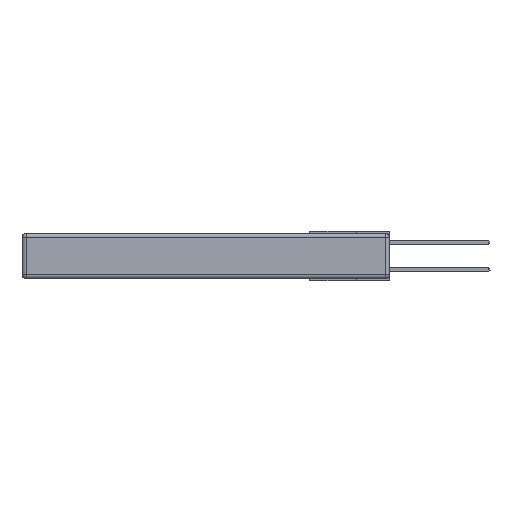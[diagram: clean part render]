
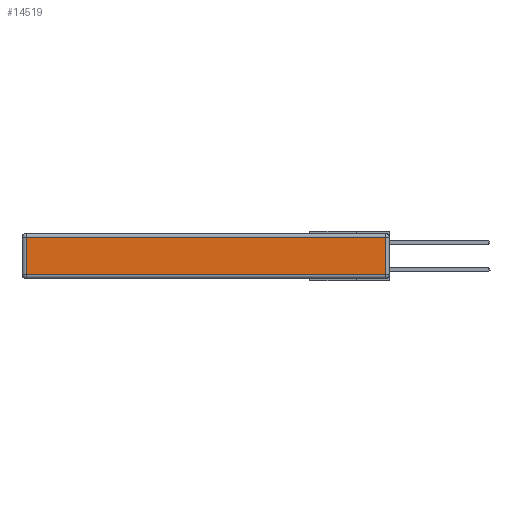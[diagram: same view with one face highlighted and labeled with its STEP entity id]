
A CAD part, left-side view. The second image highlights one B-rep face of the part: STEP entity #14519.
In plain terms, the highlighted planar face has unit normal (-1, 0, 0).
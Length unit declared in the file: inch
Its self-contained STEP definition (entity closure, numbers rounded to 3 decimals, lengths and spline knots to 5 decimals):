
#1032 = VECTOR ( 'NONE', #2744, 39.37008 ) ;
#2029 = EDGE_CURVE ( 'NONE', #24362, #29578, #19617, .T. ) ;
#2744 = DIRECTION ( 'NONE',  ( 0., -1., 0. ) ) ;
#4290 = AXIS2_PLACEMENT_3D ( 'NONE', #29677, #12073, #16969 ) ;
#4770 = CARTESIAN_POINT ( 'NONE',  ( 0., 2.72, -0.343 ) ) ;
#5892 = ORIENTED_EDGE ( 'NONE', *, *, #29629, .T. ) ;
#5986 = VECTOR ( 'NONE', #11996, 39.37008 ) ;
#8533 = VERTEX_POINT ( 'NONE', #16198 ) ;
#9904 = VECTOR ( 'NONE', #21495, 39.37008 ) ;
#11735 = EDGE_CURVE ( 'NONE', #8533, #30790, #12643, .T. ) ;
#11996 = DIRECTION ( 'NONE',  ( 0., 1., 0. ) ) ;
#12073 = DIRECTION ( 'NONE',  ( -1., 0., 0. ) ) ;
#12643 = LINE ( 'NONE', #19929, #5986 ) ;
#13056 = LINE ( 'NONE', #4770, #30443 ) ;
#13680 = ORIENTED_EDGE ( 'NONE', *, *, #11735, .T. ) ;
#13828 = LINE ( 'NONE', #16292, #9904 ) ;
#14519 = ADVANCED_FACE ( 'NONE', ( #23872 ), #29341, .T. ) ;
#16198 = CARTESIAN_POINT ( 'NONE',  ( 0., 0.03, -0.03 ) ) ;
#16292 = CARTESIAN_POINT ( 'NONE',  ( 0., 0.03, -0.343 ) ) ;
#16969 = DIRECTION ( 'NONE',  ( 0., 0., 1. ) ) ;
#17077 = ORIENTED_EDGE ( 'NONE', *, *, #2029, .T. ) ;
#17580 = CARTESIAN_POINT ( 'NONE',  ( 0., 0., -0.313 ) ) ;
#19617 = LINE ( 'NONE', #17580, #1032 ) ;
#19929 = CARTESIAN_POINT ( 'NONE',  ( 0., 2.75, -0.03 ) ) ;
#20516 = EDGE_CURVE ( 'NONE', #29578, #8533, #13828, .T. ) ;
#21241 = EDGE_LOOP ( 'NONE', ( #17077, #26722, #13680, #5892 ) ) ;
#21495 = DIRECTION ( 'NONE',  ( 0., 0., 1. ) ) ;
#23872 = FACE_OUTER_BOUND ( 'NONE', #21241, .T. ) ;
#24362 = VERTEX_POINT ( 'NONE', #25018 ) ;
#24403 = CARTESIAN_POINT ( 'NONE',  ( 0., 2.72, -0.03 ) ) ;
#25018 = CARTESIAN_POINT ( 'NONE',  ( 0., 2.72, -0.313 ) ) ;
#25606 = CARTESIAN_POINT ( 'NONE',  ( 0., 0.03, -0.313 ) ) ;
#26722 = ORIENTED_EDGE ( 'NONE', *, *, #20516, .T. ) ;
#29341 = PLANE ( 'NONE',  #4290 ) ;
#29532 = DIRECTION ( 'NONE',  ( 0., 0., -1. ) ) ;
#29578 = VERTEX_POINT ( 'NONE', #25606 ) ;
#29629 = EDGE_CURVE ( 'NONE', #30790, #24362, #13056, .T. ) ;
#29677 = CARTESIAN_POINT ( 'NONE',  ( 0., 0., -0.343 ) ) ;
#30443 = VECTOR ( 'NONE', #29532, 39.37008 ) ;
#30790 = VERTEX_POINT ( 'NONE', #24403 ) ;
